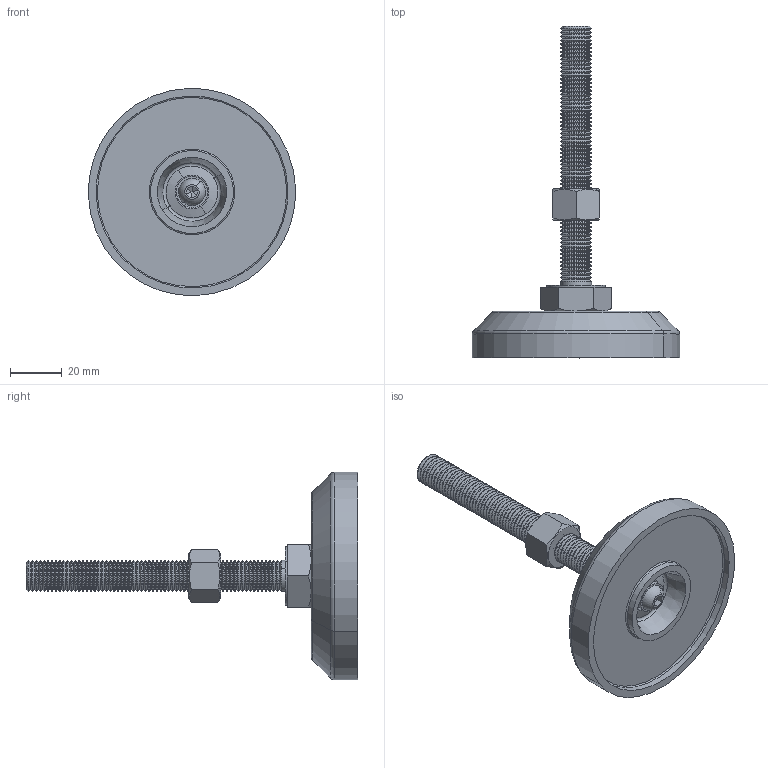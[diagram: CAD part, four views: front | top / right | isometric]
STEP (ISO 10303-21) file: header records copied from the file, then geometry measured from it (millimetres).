
FILE_DESCRIPTION (( 'STEP AP214' ), '1' );
FILE_NAME ('A806 Îïîðà ðåãóëèðóåìàÿ Ô80 Ì12õ130.STEP', '2023-11-16T10:54:46', ( '' ), ( '' ), 'SwSTEP 2.0', 'SolidWorks 2022', '' );
FILE_SCHEMA (( 'AUTOMOTIVE_DESIGN' ));
Length unit declared in the file: millimetre
Products named in the file (1): A806 Опора регулируемая Ф80 М12х130
Bounding box: 79.95 x 128 x 79.95 mm (x, y, z)
Surface area: 22962 mm2 (no closed solid volume)
Topology: 0 solids, 6 shells, 653 faces, 1332 edges, 691 vertices
Faces by surface type: torus 242, cone 242, cylinder 128, plane 35, sphere 6
Entity records: 33864 total; most frequent: CARTESIAN_POINT 15859, ORIENTED_EDGE 2641, DIRECTION 1436, EDGE_CURVE 1332, B_SPLINE_CURVE_WITH_KNOTS 1262, AXIS2_PLACEMENT_3D 712, VERTEX_POINT 691, EDGE_LOOP 664
